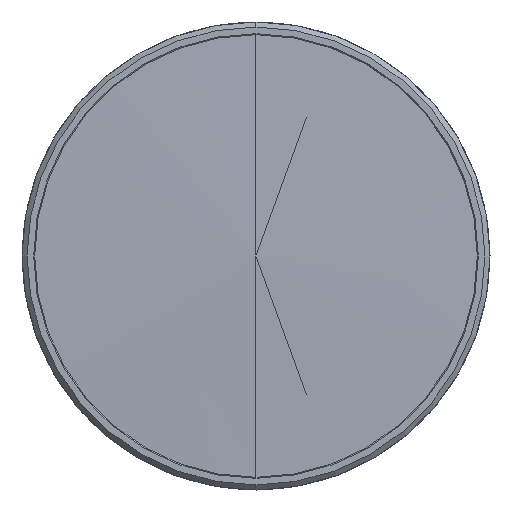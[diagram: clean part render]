
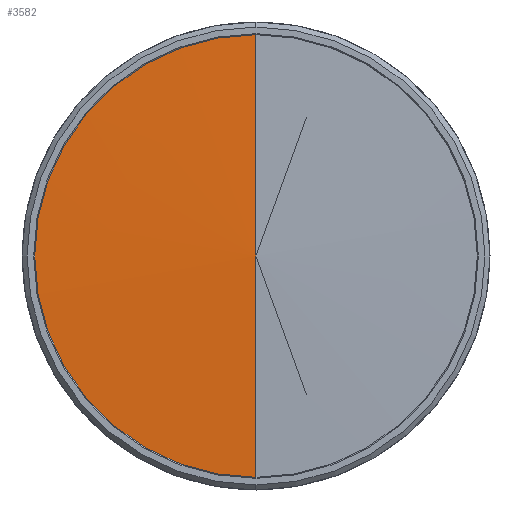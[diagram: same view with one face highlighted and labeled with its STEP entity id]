
A CAD part, left-side view. The second image highlights one B-rep face of the part: STEP entity #3582.
In plain terms, the highlighted conical face has half-angle 88.637 degrees and reference radius 42027.3 mm.
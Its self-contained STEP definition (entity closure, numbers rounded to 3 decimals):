
#37 = CARTESIAN_POINT ( 'NONE',  ( 6.072, 0., 0. ) ) ;
#253 = CARTESIAN_POINT ( 'NONE',  ( 6.072, 0., 0. ) ) ;
#610 = ORIENTED_EDGE ( 'NONE', *, *, #1854, .F. ) ;
#611 = DIRECTION ( 'NONE',  ( 1., 0., 0. ) ) ;
#1168 = FACE_OUTER_BOUND ( 'NONE', #5806, .T. ) ;
#1237 = CARTESIAN_POINT ( 'NONE',  ( 1006.072, 0., 0. ) ) ;
#1343 = LINE ( 'NONE', #253, #2466 ) ;
#1400 = CARTESIAN_POINT ( 'NONE',  ( 8.659, 0., 108.75 ) ) ;
#1854 = EDGE_CURVE ( 'NONE', #2208, #6033, #2631, .T. ) ;
#1951 = AXIS2_PLACEMENT_3D ( 'NONE', #1237, #5032, #5521 ) ;
#2208 = VERTEX_POINT ( 'NONE', #5011 ) ;
#2297 = AXIS2_PLACEMENT_3D ( 'NONE', #5325, #611, #3905 ) ;
#2466 = VECTOR ( 'NONE', #3544, 1000. ) ;
#2631 = CIRCLE ( 'NONE', #2297, 108.75 ) ;
#2874 = ORIENTED_EDGE ( 'NONE', *, *, #3989, .F. ) ;
#3099 = LINE ( 'NONE', #37, #5748 ) ;
#3544 = DIRECTION ( 'NONE',  ( 0.024, 0., -1. ) ) ;
#3582 = ADVANCED_FACE ( 'NONE', ( #1168 ), #4480, .T. ) ;
#3654 = EDGE_CURVE ( 'NONE', #4561, #6033, #3099, .T. ) ;
#3764 = DIRECTION ( 'NONE',  ( 0.024, 0., 1. ) ) ;
#3828 = ORIENTED_EDGE ( 'NONE', *, *, #3654, .T. ) ;
#3905 = DIRECTION ( 'NONE',  ( 0., 0., -1. ) ) ;
#3989 = EDGE_CURVE ( 'NONE', #4561, #2208, #1343, .T. ) ;
#4462 = CARTESIAN_POINT ( 'NONE',  ( 6.072, 0., 0. ) ) ;
#4480 = CONICAL_SURFACE ( 'NONE', #1951, 42027.335, 1.547 ) ;
#4561 = VERTEX_POINT ( 'NONE', #4462 ) ;
#5011 = CARTESIAN_POINT ( 'NONE',  ( 8.659, 0., -108.75 ) ) ;
#5032 = DIRECTION ( 'NONE',  ( 1., 0., 0. ) ) ;
#5325 = CARTESIAN_POINT ( 'NONE',  ( 8.659, 0., 0. ) ) ;
#5521 = DIRECTION ( 'NONE',  ( 0., 0., -1. ) ) ;
#5748 = VECTOR ( 'NONE', #3764, 1000. ) ;
#5806 = EDGE_LOOP ( 'NONE', ( #2874, #3828, #610 ) ) ;
#6033 = VERTEX_POINT ( 'NONE', #1400 ) ;
